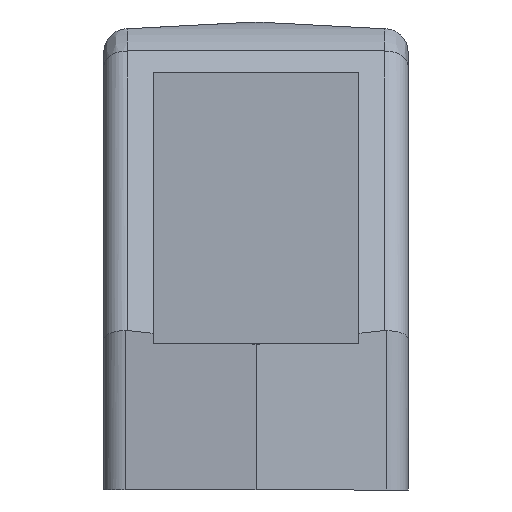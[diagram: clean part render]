
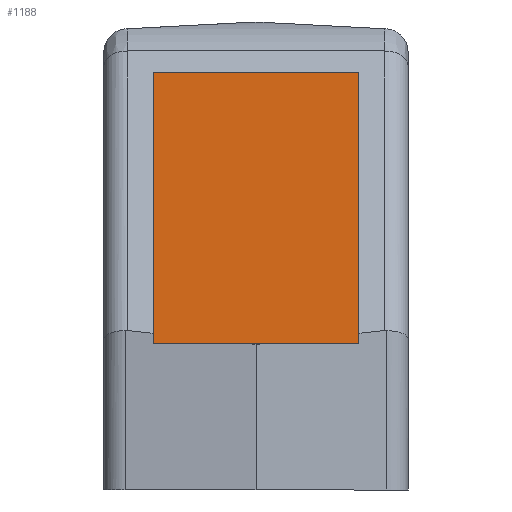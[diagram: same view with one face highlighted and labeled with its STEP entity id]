
A CAD part, front view. The second image highlights one B-rep face of the part: STEP entity #1188.
In plain terms, the highlighted planar face has unit normal (0, -1, 0).
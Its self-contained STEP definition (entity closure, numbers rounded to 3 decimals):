
#4 = ORIENTED_EDGE ( 'NONE', *, *, #1915, .F. ) ;
#191 = EDGE_CURVE ( 'NONE', #827, #971, #2311, .T. ) ;
#255 = PLANE ( 'NONE',  #369 ) ;
#296 = VECTOR ( 'NONE', #2614, 1000. ) ;
#369 = AXIS2_PLACEMENT_3D ( 'NONE', #709, #1361, #1333 ) ;
#461 = DIRECTION ( 'NONE',  ( 0., 0., 1. ) ) ;
#617 = CARTESIAN_POINT ( 'NONE',  ( 8.8, -50.87, 42.5 ) ) ;
#649 = CARTESIAN_POINT ( 'NONE',  ( -8.8, -50.87, 42.5 ) ) ;
#709 = CARTESIAN_POINT ( 'NONE',  ( 8.8, -50.87, 42.5 ) ) ;
#712 = EDGE_CURVE ( 'NONE', #1191, #971, #2301, .T. ) ;
#769 = CARTESIAN_POINT ( 'NONE',  ( 8.8, -50.87, 12.5 ) ) ;
#819 = DIRECTION ( 'NONE',  ( -1., 0., 0. ) ) ;
#827 = VERTEX_POINT ( 'NONE', #1387 ) ;
#841 = VERTEX_POINT ( 'NONE', #769 ) ;
#904 = EDGE_LOOP ( 'NONE', ( #4, #2500, #2153, #1975 ) ) ;
#971 = VERTEX_POINT ( 'NONE', #2517 ) ;
#1146 = LINE ( 'NONE', #617, #2169 ) ;
#1188 = ADVANCED_FACE ( 'NONE', ( #2608 ), #255, .T. ) ;
#1191 = VERTEX_POINT ( 'NONE', #1552 ) ;
#1333 = DIRECTION ( 'NONE',  ( 1., 0., 0. ) ) ;
#1361 = DIRECTION ( 'NONE',  ( 0., -1., 0. ) ) ;
#1387 = CARTESIAN_POINT ( 'NONE',  ( -8.8, -50.87, 12.5 ) ) ;
#1550 = VECTOR ( 'NONE', #819, 1000. ) ;
#1552 = CARTESIAN_POINT ( 'NONE',  ( 8.8, -50.87, 35.68 ) ) ;
#1857 = CARTESIAN_POINT ( 'NONE',  ( 0., -50.87, 12.5 ) ) ;
#1915 = EDGE_CURVE ( 'NONE', #841, #827, #2717, .T. ) ;
#1975 = ORIENTED_EDGE ( 'NONE', *, *, #191, .F. ) ;
#2009 = CARTESIAN_POINT ( 'NONE',  ( 13., -50.87, 35.68 ) ) ;
#2153 = ORIENTED_EDGE ( 'NONE', *, *, #712, .T. ) ;
#2169 = VECTOR ( 'NONE', #461, 1000. ) ;
#2301 = LINE ( 'NONE', #2009, #2807 ) ;
#2311 = LINE ( 'NONE', #649, #296 ) ;
#2388 = EDGE_CURVE ( 'NONE', #841, #1191, #1146, .T. ) ;
#2500 = ORIENTED_EDGE ( 'NONE', *, *, #2388, .T. ) ;
#2517 = CARTESIAN_POINT ( 'NONE',  ( -8.8, -50.87, 35.68 ) ) ;
#2608 = FACE_OUTER_BOUND ( 'NONE', #904, .T. ) ;
#2614 = DIRECTION ( 'NONE',  ( 0., 0., 1. ) ) ;
#2639 = DIRECTION ( 'NONE',  ( -1., 0., 0. ) ) ;
#2717 = LINE ( 'NONE', #1857, #1550 ) ;
#2807 = VECTOR ( 'NONE', #2639, 1000. ) ;
